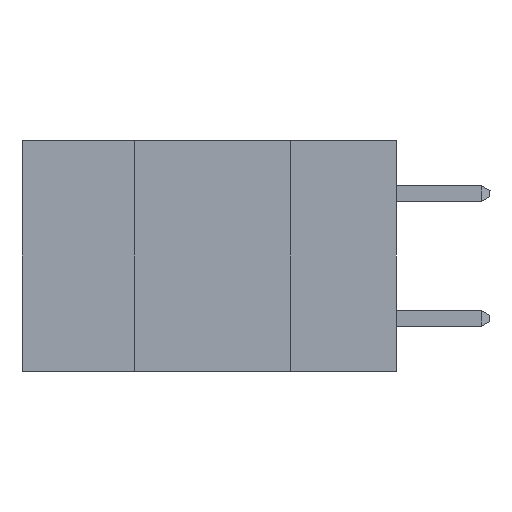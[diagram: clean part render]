
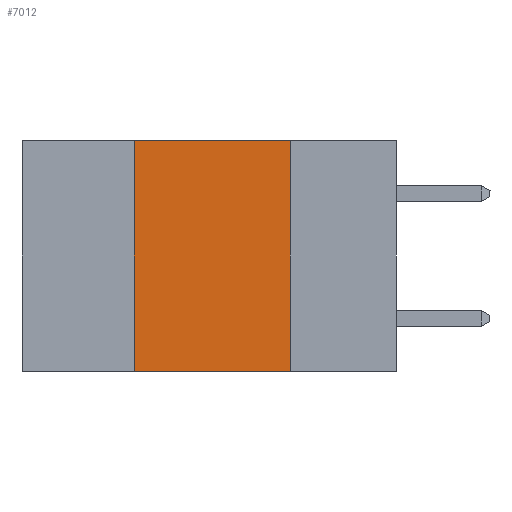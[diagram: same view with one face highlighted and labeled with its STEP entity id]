
A CAD part, left-side view. The second image highlights one B-rep face of the part: STEP entity #7012.
In plain terms, the highlighted planar face has unit normal (-1, 0, 0).
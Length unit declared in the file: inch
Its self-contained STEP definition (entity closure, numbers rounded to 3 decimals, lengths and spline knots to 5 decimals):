
#794 = DIRECTION ( 'NONE',  ( 0., 0., -1. ) ) ;
#1285 = CARTESIAN_POINT ( 'NONE',  ( 0., 0.42, 0. ) ) ;
#2614 = VERTEX_POINT ( 'NONE', #23760 ) ;
#3341 = ORIENTED_EDGE ( 'NONE', *, *, #11864, .F. ) ;
#4438 = AXIS2_PLACEMENT_3D ( 'NONE', #20294, #7291, #794 ) ;
#4826 = LINE ( 'NONE', #5123, #21538 ) ;
#5123 = CARTESIAN_POINT ( 'NONE',  ( 0., 0.6, -0.37 ) ) ;
#5688 = DIRECTION ( 'NONE',  ( 0., -1., 0. ) ) ;
#6653 = VERTEX_POINT ( 'NONE', #23820 ) ;
#7012 = ADVANCED_FACE ( 'NONE', ( #17414 ), #18119, .F. ) ;
#7142 = ORIENTED_EDGE ( 'NONE', *, *, #24451, .F. ) ;
#7291 = DIRECTION ( 'NONE',  ( 1., 0., 0. ) ) ;
#7370 = VERTEX_POINT ( 'NONE', #22749 ) ;
#7488 = EDGE_CURVE ( 'NONE', #2614, #14468, #19056, .T. ) ;
#11864 = EDGE_CURVE ( 'NONE', #6653, #7370, #12728, .T. ) ;
#12728 = LINE ( 'NONE', #13101, #18178 ) ;
#12852 = DIRECTION ( 'NONE',  ( 0., -1., 0. ) ) ;
#13101 = CARTESIAN_POINT ( 'NONE',  ( 0., 0.17, 0. ) ) ;
#13148 = ORIENTED_EDGE ( 'NONE', *, *, #7488, .F. ) ;
#13986 = EDGE_LOOP ( 'NONE', ( #3341, #7142, #13148, #18160 ) ) ;
#14341 = VECTOR ( 'NONE', #12852, 39.37008 ) ;
#14468 = VERTEX_POINT ( 'NONE', #18644 ) ;
#17414 = FACE_OUTER_BOUND ( 'NONE', #13986, .T. ) ;
#18119 = PLANE ( 'NONE',  #4438 ) ;
#18160 = ORIENTED_EDGE ( 'NONE', *, *, #21848, .T. ) ;
#18178 = VECTOR ( 'NONE', #27960, 39.37008 ) ;
#18644 = CARTESIAN_POINT ( 'NONE',  ( 0., 0.42, 0. ) ) ;
#19056 = LINE ( 'NONE', #1285, #25166 ) ;
#20294 = CARTESIAN_POINT ( 'NONE',  ( 0., 0.6, 0. ) ) ;
#21538 = VECTOR ( 'NONE', #5688, 39.37008 ) ;
#21848 = EDGE_CURVE ( 'NONE', #2614, #7370, #4826, .T. ) ;
#22749 = CARTESIAN_POINT ( 'NONE',  ( 0., 0.17, -0.37 ) ) ;
#23760 = CARTESIAN_POINT ( 'NONE',  ( 0., 0.42, -0.37 ) ) ;
#23820 = CARTESIAN_POINT ( 'NONE',  ( 0., 0.17, 0. ) ) ;
#24451 = EDGE_CURVE ( 'NONE', #14468, #6653, #26590, .T. ) ;
#25166 = VECTOR ( 'NONE', #27572, 39.37008 ) ;
#25870 = CARTESIAN_POINT ( 'NONE',  ( 0., 0.6, 0. ) ) ;
#26590 = LINE ( 'NONE', #25870, #14341 ) ;
#27572 = DIRECTION ( 'NONE',  ( 0., 0., 1. ) ) ;
#27960 = DIRECTION ( 'NONE',  ( 0., 0., -1. ) ) ;
